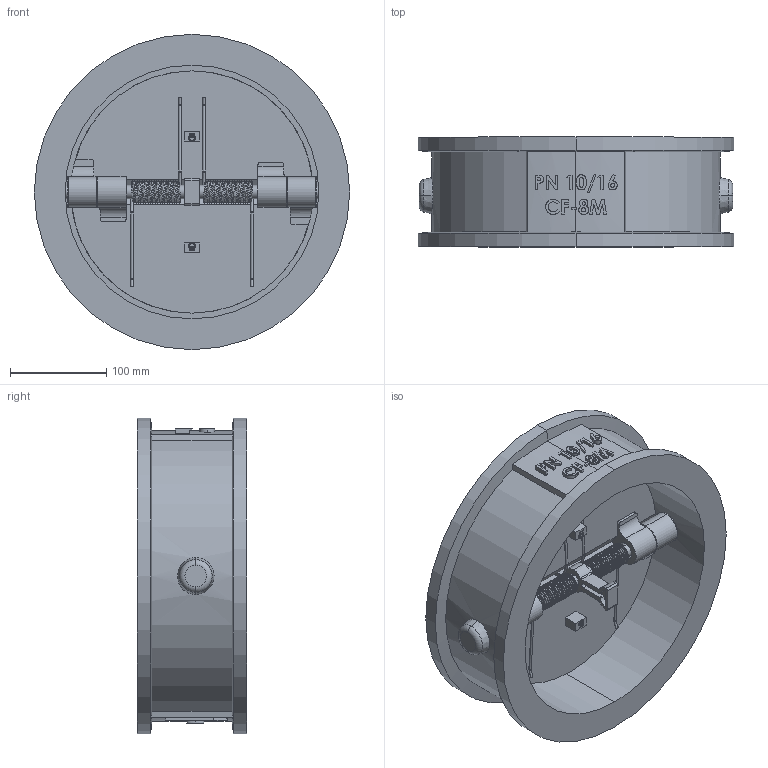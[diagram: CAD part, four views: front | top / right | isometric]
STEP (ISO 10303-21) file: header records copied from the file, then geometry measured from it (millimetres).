
FILE_DESCRIPTION (( 'STEP AP203' ), '1' );
FILE_NAME ('WAFER CF8M DN250.STEP', '2017-07-26T10:50:02', ( '' ), ( '' ), 'SwSTEP 2.0', 'SolidWorks 2017', '' );
FILE_SCHEMA (( 'CONFIG_CONTROL_DESIGN' ));
Length unit declared in the file: millimetre
Products named in the file (1): WAFER CF8M DN250
Bounding box: 328 x 114 x 328 mm (x, y, z)
Volume: 3872391.2 mm3; surface area: 572477.8 mm2
Topology: 14 solids, 14 shells, 862 faces, 2218 edges, 1439 vertices
Faces by surface type: plane 386, bspline 237, cylinder 187, torus 37, cone 15
Entity records: 54792 total; most frequent: CARTESIAN_POINT 35100, ORIENTED_EDGE 4428, DIRECTION 3462, EDGE_CURVE 2214, VERTEX_POINT 1439, AXIS2_PLACEMENT_3D 1156, LINE 1150, VECTOR 1150
